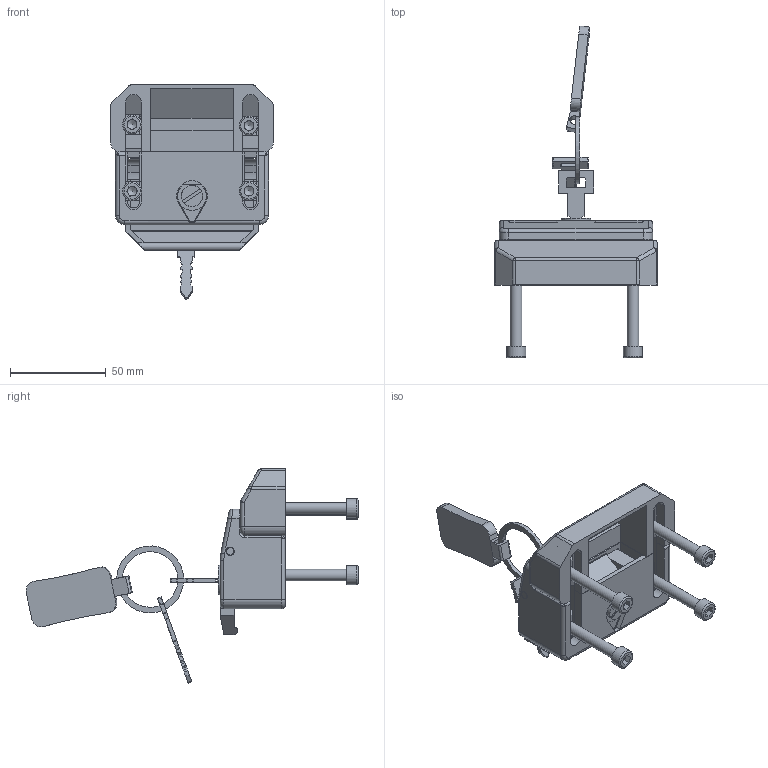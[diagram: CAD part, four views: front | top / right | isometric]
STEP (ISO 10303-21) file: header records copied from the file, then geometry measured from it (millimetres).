
FILE_DESCRIPTION(/* description */ ('STEP AP203'),/* implementation_level */ '2;1');
FILE_NAME(/* name */ 'HCL00-00.stp',/* time_stamp */ '2022-07-11T16:06:19+02:00',/* author */ ('USER'),/* organization */ ('Microsoft'),/* preprocessor_version */ 'ST-DEVELOPER v18.1',/* originating_system */ 'Autodesk Inventor 2021',/* authorisation */ '');
FILE_SCHEMA (('AUTOMOTIVE_DESIGN { 1 0 10303 214 3 1 1 }'));
Length unit declared in the file: millimetre
Products named in the file (1): HCL00-00
Bounding box: 85 x 173.31 x 111.81 mm (x, y, z)
Volume: 6138.5 mm3; surface area: 49634.8 mm2
Topology: 2 solids, 22 shells, 394 faces, 1882 edges, 1476 vertices
Faces by surface type: plane 234, cylinder 125, torus 16, cone 8, sphere 6, bspline 5
Full cylindrical faces by diameter (mm): 4.5 x1, 6 x4, 10 x4, 11 x1, 15.5 x1, 16 x1, 29 x1, 35 x1
Entity records: 19459 total; most frequent: CARTESIAN_POINT 4201, DIRECTION 3290, ORIENTED_EDGE 2765, EDGE_CURVE 1874, VERTEX_POINT 1476, LINE 1216, VECTOR 1216, AXIS2_PLACEMENT_3D 1037
